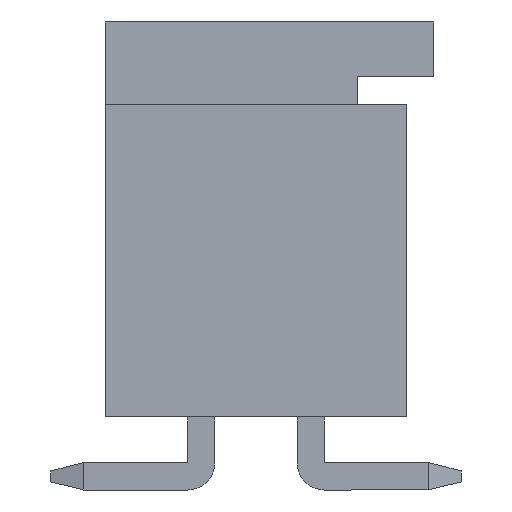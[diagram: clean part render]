
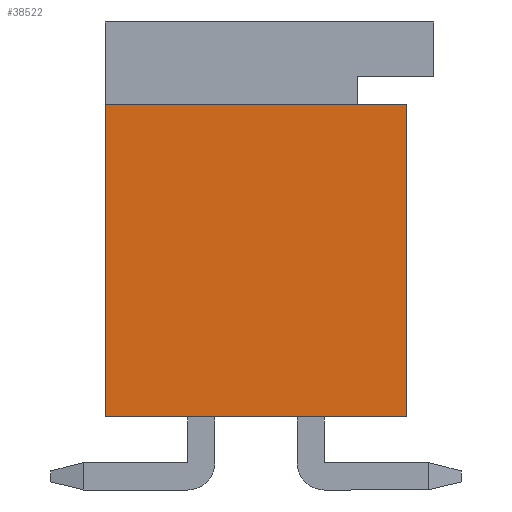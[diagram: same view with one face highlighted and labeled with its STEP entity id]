
A CAD part, front view. The second image highlights one B-rep face of the part: STEP entity #38522.
In plain terms, the highlighted face is planar.
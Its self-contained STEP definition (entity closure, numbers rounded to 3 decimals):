
#2386=ORIENTED_EDGE('',*,*,#9471,.F.);
#2387=ORIENTED_EDGE('',*,*,#8303,.F.);
#2388=ORIENTED_EDGE('',*,*,#9472,.T.);
#2389=ORIENTED_EDGE('',*,*,#9473,.T.);
#8303=EDGE_CURVE('',#12219,#12220,#14621,.T.);
#9471=EDGE_CURVE('',#12220,#12938,#15789,.T.);
#9472=EDGE_CURVE('',#12219,#12939,#15790,.T.);
#9473=EDGE_CURVE('',#12939,#12938,#15791,.T.);
#12219=VERTEX_POINT('',#49206);
#12220=VERTEX_POINT('',#49208);
#12938=VERTEX_POINT('',#51498);
#12939=VERTEX_POINT('',#51500);
#14621=LINE('',#49207,#18437);
#15789=LINE('',#51497,#19605);
#15790=LINE('',#51499,#19606);
#15791=LINE('',#51501,#19607);
#18437=VECTOR('',#41807,1000.);
#19605=VECTOR('',#43783,1000.);
#19606=VECTOR('',#43784,1000.);
#19607=VECTOR('',#43785,1000.);
#22507=EDGE_LOOP('',(#2386,#2387,#2388,#2389));
#24199=FACE_BOUND('',#22507,.T.);
#25842=PLANE('',#40120);
#38522=ADVANCED_FACE('',(#24199),#25842,.T.);
#40120=AXIS2_PLACEMENT_3D('',#51496,#43781,#43782);
#41807=DIRECTION('',(0.,1.,0.));
#43781=DIRECTION('',(1.,0.,0.));
#43782=DIRECTION('',(0.,0.,-1.));
#43783=DIRECTION('',(0.,0.,-1.));
#43784=DIRECTION('',(0.,0.,-1.));
#43785=DIRECTION('',(0.,1.,0.));
#49206=CARTESIAN_POINT('',(28.625,-2.75,2.85));
#49207=CARTESIAN_POINT('',(28.625,-2.75,2.85));
#49208=CARTESIAN_POINT('',(28.625,2.75,2.85));
#51496=CARTESIAN_POINT('',(28.625,-2.75,2.85));
#51497=CARTESIAN_POINT('',(28.625,2.75,2.85));
#51498=CARTESIAN_POINT('',(28.625,2.75,-2.85));
#51499=CARTESIAN_POINT('',(28.625,-2.75,2.85));
#51500=CARTESIAN_POINT('',(28.625,-2.75,-2.85));
#51501=CARTESIAN_POINT('',(28.625,-2.75,-2.85));
